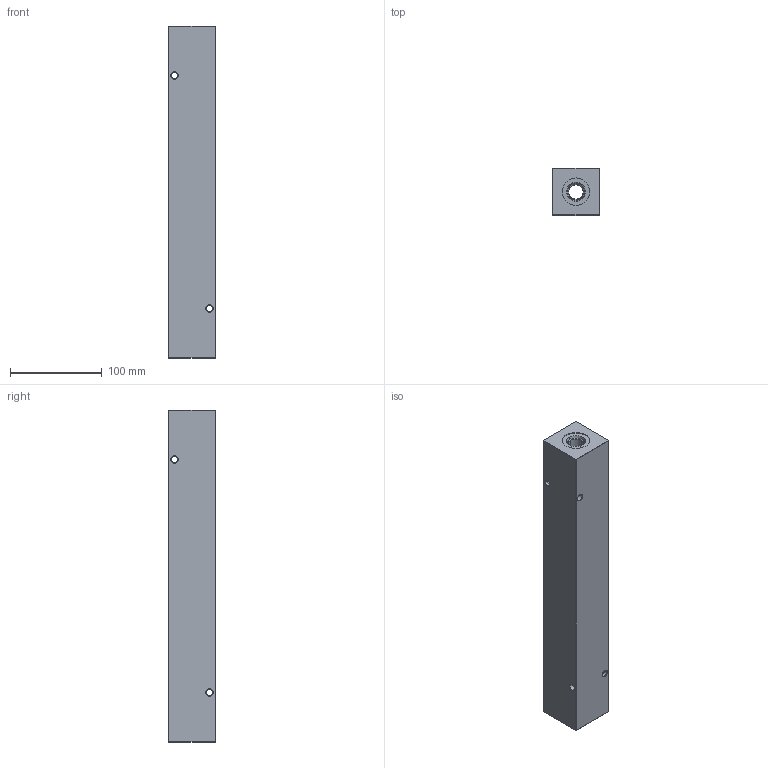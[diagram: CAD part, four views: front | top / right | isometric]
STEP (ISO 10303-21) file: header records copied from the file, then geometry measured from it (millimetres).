
FILE_DESCRIPTION (( 'STEP AP203' ), '1' );
FILE_NAME ('HM-7-0-S-8-6.STEP', '2020-09-30T21:13:15', ( '' ), ( '' ), 'SwSTEP 2.0', 'SolidWorks 2019', '' );
FILE_SCHEMA (( 'CONFIG_CONTROL_DESIGN' ));
Length unit declared in the file: inch
Products named in the file (1): HM-7-0-S-8-6
Bounding box: 50.8 x 50.8 x 361.95 mm (x, y, z)
Volume: 832525.7 mm3; surface area: 103856.7 mm2
Topology: 1 solids, 1 shells, 561 faces, 1423 edges, 906 vertices
Faces by surface type: plane 229, bspline 194, cone 70, cylinder 68
Entity records: 26574 total; most frequent: CARTESIAN_POINT 14243, ORIENTED_EDGE 2846, DIRECTION 1909, EDGE_CURVE 1423, VERTEX_POINT 906, VECTOR 837, LINE 837, EDGE_LOOP 631
